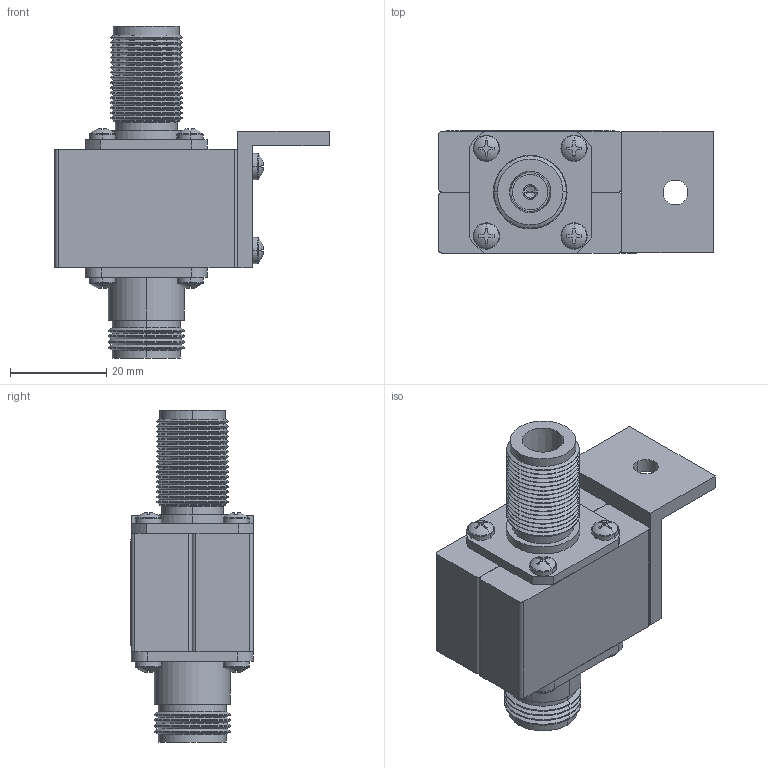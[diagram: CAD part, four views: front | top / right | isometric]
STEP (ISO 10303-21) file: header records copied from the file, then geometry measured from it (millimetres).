
FILE_DESCRIPTION (( 'STEP AP214' ), '1' );
FILE_NAME ('IS-NEMP-C2.STEP', '2019-01-04T00:18:07', ( '' ), ( '' ), 'SwSTEP 2.0', 'SolidWorks 2018', '' );
FILE_SCHEMA (( 'AUTOMOTIVE_DESIGN' ));
Length unit declared in the file: inch
Products named in the file (10): Solder_2600-163; 5100-0002; 2011-6101-02; 7020-0056; 2011-6100-01; 1081-0251-05; 5210-0018; 5330-001; IS-NEMP-C2; Solder_2600-166
Assembly tree (18 placements, depth 2):
  Solder_2600-163
  IS-NEMP-C2
    5330-001
    1081-0251-05  x12
    2011-6101-02
    2011-6100-01
    5100-0002
    5210-0018
    7020-0056
  Solder_2600-166
Bounding box: 57.15 x 25.53 x 69.09 mm (x, y, z)
Volume: 30739.7 mm3; surface area: 20871.9 mm2
Topology: 18 solids, 18 shells, 2949 faces, 7158 edges, 4373 vertices
Faces by surface type: plane 1053, cone 718, cylinder 644, bspline 480, torus 54
Entity records: 94782 total; most frequent: CARTESIAN_POINT 37276, ORIENTED_EDGE 9204, DIRECTION 6842, EDGE_CURVE 4602, VERTEX_POINT 2976, LINE 2966, VECTOR 2966, EDGE_LOOP 1964
